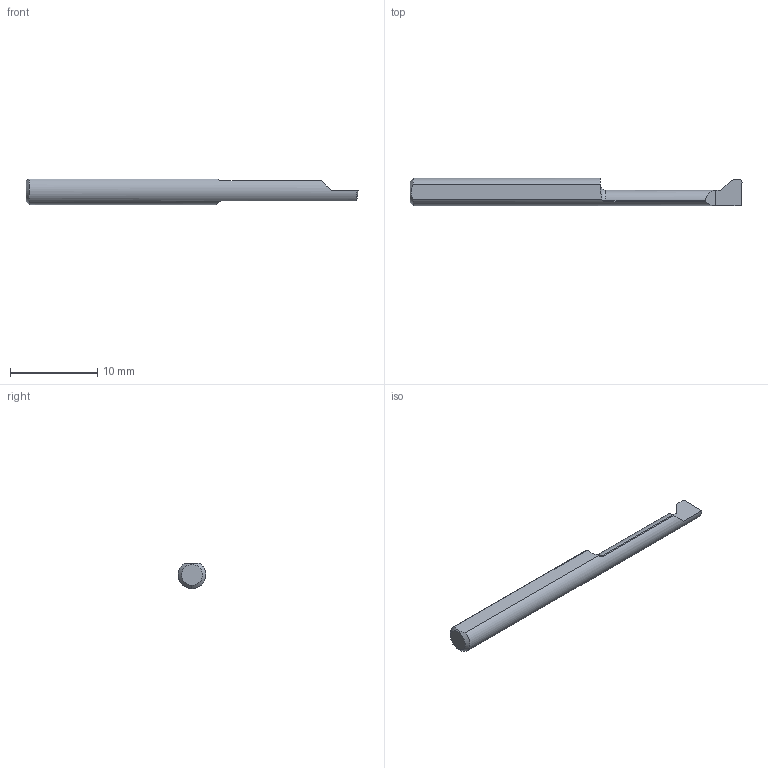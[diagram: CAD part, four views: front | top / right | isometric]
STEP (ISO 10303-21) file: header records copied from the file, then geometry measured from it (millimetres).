
FILE_DESCRIPTION (( 'STEP AP203' ), '1' );
FILE_NAME ('216816-BC120600.STEP', '2024-04-19T22:15:44', ( '' ), ( '' ), 'SwSTEP 2.0', 'SolidWorks 2022', '' );
FILE_SCHEMA (( 'CONFIG_CONTROL_DESIGN' ));
Length unit declared in the file: inch
Products named in the file (1): 216816-BC120600
Bounding box: 38.09 x 3.17 x 2.91 mm (x, y, z)
Volume: 213.2 mm3; surface area: 331.3 mm2
Topology: 1 solids, 1 shells, 25 faces, 66 edges, 43 vertices
Faces by surface type: plane 11, cylinder 8, torus 3, cone 3
Entity records: 890 total; most frequent: CARTESIAN_POINT 231, ORIENTED_EDGE 132, DIRECTION 110, EDGE_CURVE 66, VERTEX_POINT 43, AXIS2_PLACEMENT_3D 40, VECTOR 30, LINE 30
